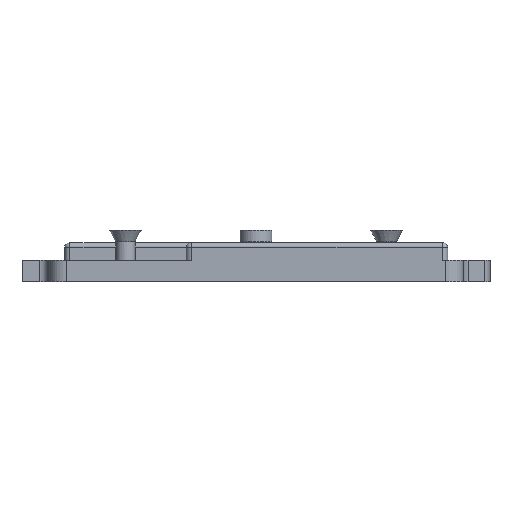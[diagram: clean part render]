
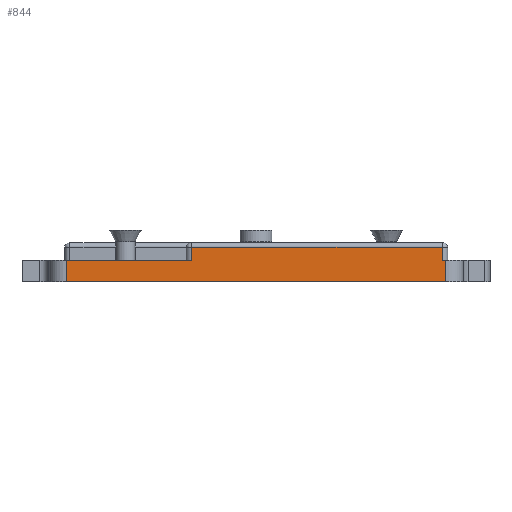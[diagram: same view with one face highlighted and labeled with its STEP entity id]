
A CAD part, front view. The second image highlights one B-rep face of the part: STEP entity #844.
In plain terms, the highlighted planar face has unit normal (0, -1, 0).
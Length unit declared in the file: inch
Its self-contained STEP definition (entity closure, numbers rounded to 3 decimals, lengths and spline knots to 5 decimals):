
#23=PLANE('',#916);
#55=FACE_OUTER_BOUND('',#105,.T.);
#105=EDGE_LOOP('',(#592,#593,#594,#595,#596,#597,#598,#599));
#154=LINE('',#1318,#226);
#156=LINE('',#1347,#228);
#159=LINE('',#1355,#231);
#160=LINE('',#1359,#232);
#161=LINE('',#1361,#233);
#162=LINE('',#1363,#234);
#163=LINE('',#1365,#235);
#164=LINE('',#1366,#236);
#226=VECTOR('',#1022,0.3937);
#228=VECTOR('',#1032,0.3937);
#231=VECTOR('',#1041,0.3937);
#232=VECTOR('',#1046,0.3937);
#233=VECTOR('',#1047,0.3937);
#234=VECTOR('',#1048,0.3937);
#235=VECTOR('',#1049,0.3937);
#236=VECTOR('',#1050,0.3937);
#354=VERTEX_POINT('',#1308);
#356=VERTEX_POINT('',#1314);
#359=VERTEX_POINT('',#1345);
#361=VERTEX_POINT('',#1354);
#362=VERTEX_POINT('',#1358);
#363=VERTEX_POINT('',#1360);
#364=VERTEX_POINT('',#1362);
#365=VERTEX_POINT('',#1364);
#442=EDGE_CURVE('',#354,#356,#154,.T.);
#447=EDGE_CURVE('',#359,#354,#156,.T.);
#450=EDGE_CURVE('',#361,#356,#159,.T.);
#452=EDGE_CURVE('',#362,#359,#160,.T.);
#453=EDGE_CURVE('',#363,#362,#161,.T.);
#454=EDGE_CURVE('',#364,#363,#162,.T.);
#455=EDGE_CURVE('',#364,#365,#163,.T.);
#456=EDGE_CURVE('',#361,#365,#164,.T.);
#592=ORIENTED_EDGE('',*,*,#442,.F.);
#593=ORIENTED_EDGE('',*,*,#447,.F.);
#594=ORIENTED_EDGE('',*,*,#452,.F.);
#595=ORIENTED_EDGE('',*,*,#453,.F.);
#596=ORIENTED_EDGE('',*,*,#454,.F.);
#597=ORIENTED_EDGE('',*,*,#455,.T.);
#598=ORIENTED_EDGE('',*,*,#456,.F.);
#599=ORIENTED_EDGE('',*,*,#450,.T.);
#844=ADVANCED_FACE('',(#55),#23,.T.);
#916=AXIS2_PLACEMENT_3D('',#1357,#1044,#1045);
#1022=DIRECTION('',(1.,0.,0.));
#1032=DIRECTION('',(0.,0.,1.));
#1041=DIRECTION('',(0.,0.,1.));
#1044=DIRECTION('center_axis',(0.,-1.,0.));
#1045=DIRECTION('ref_axis',(1.,0.,0.));
#1046=DIRECTION('',(1.,0.,0.));
#1047=DIRECTION('',(0.,0.,1.));
#1048=DIRECTION('',(-1.,0.,0.));
#1049=DIRECTION('',(0.,0.,1.));
#1050=DIRECTION('',(1.,0.,0.));
#1308=CARTESIAN_POINT('',(0.81,0.,0.195));
#1314=CARTESIAN_POINT('',(2.23,0.,0.195));
#1318=CARTESIAN_POINT('',(0.80999,0.,0.195));
#1345=CARTESIAN_POINT('',(0.81,0.,0.12));
#1347=CARTESIAN_POINT('',(0.81,0.,0.12));
#1354=CARTESIAN_POINT('',(2.23,0.,0.12));
#1355=CARTESIAN_POINT('',(2.23,0.,0.12));
#1357=CARTESIAN_POINT('Origin',(0.1,0.,0.));
#1358=CARTESIAN_POINT('',(0.1,0.,0.12));
#1359=CARTESIAN_POINT('',(2.25,0.,0.12));
#1360=CARTESIAN_POINT('',(0.1,0.,0.));
#1361=CARTESIAN_POINT('',(0.1,0.,0.));
#1362=CARTESIAN_POINT('',(2.25,0.,0.));
#1363=CARTESIAN_POINT('',(2.25,0.,0.));
#1364=CARTESIAN_POINT('',(2.25,0.,0.12));
#1365=CARTESIAN_POINT('',(2.25,0.,0.));
#1366=CARTESIAN_POINT('',(2.25,0.,0.12));
